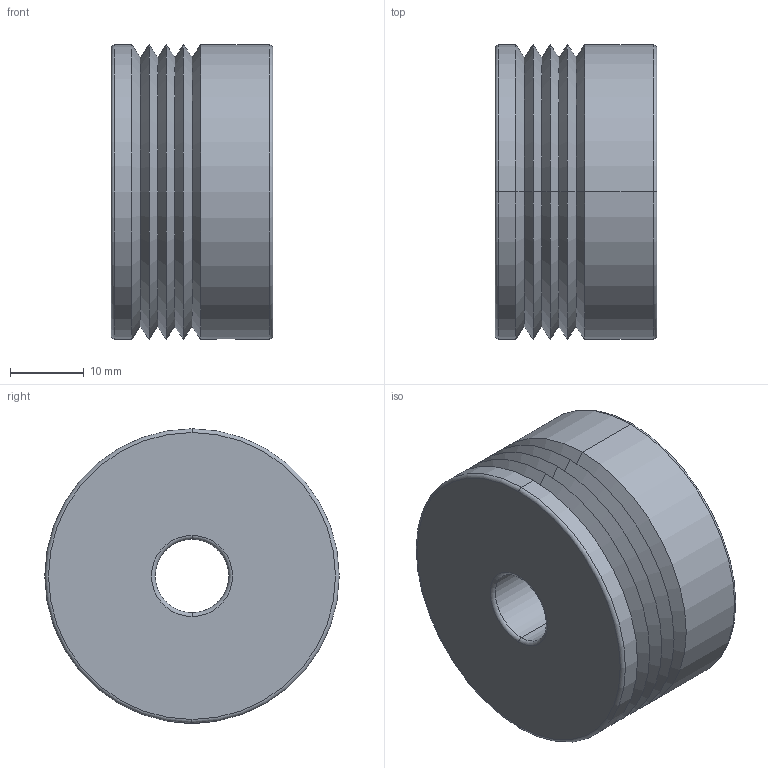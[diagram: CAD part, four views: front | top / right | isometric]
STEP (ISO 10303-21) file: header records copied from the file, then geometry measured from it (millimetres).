
FILE_DESCRIPTION (( 'STEP AP203' ), '1' );
FILE_NAME ('poulie poly V d.40.STEP', '2020-09-13T16:31:22', ( '' ), ( '' ), 'SwSTEP 2.0', 'SolidWorks 2017', '' );
FILE_SCHEMA (( 'CONFIG_CONTROL_DESIGN' ));
Length unit declared in the file: millimetre
Products named in the file (1): poulie poly V d.40
Bounding box: 22 x 40 x 40 mm (x, y, z)
Volume: 24804.2 mm3; surface area: 6786.7 mm2
Topology: 1 solids, 1 shells, 80 faces, 214 edges, 134 vertices
Faces by surface type: cylinder 50, cone 16, torus 8, bspline 4, plane 2
Entity records: 10387 total; most frequent: CARTESIAN_POINT 8552, ORIENTED_EDGE 428, DIRECTION 305, EDGE_CURVE 214, VERTEX_POINT 134, AXIS2_PLACEMENT_3D 119, EDGE_LOOP 82, FACE_OUTER_BOUND 80
